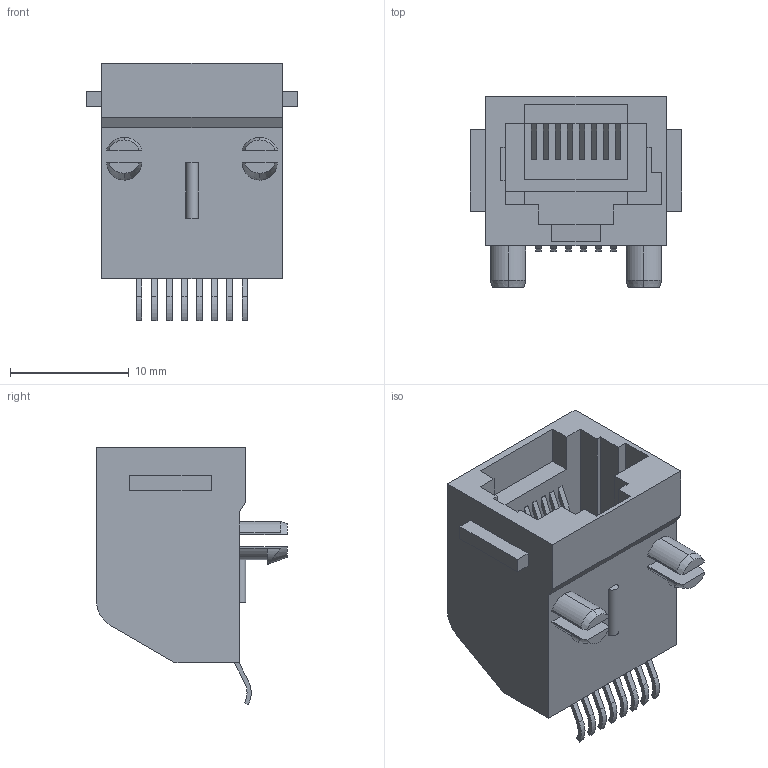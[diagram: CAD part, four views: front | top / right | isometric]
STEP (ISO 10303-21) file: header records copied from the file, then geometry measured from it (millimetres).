
FILE_DESCRIPTION(('STEP AP242'),'1');
FILE_NAME('5555078-1.stp','2023-02-08T21:38:53',('TraceParts'),('TraceParts S.A.'),'Spatial InterOp 3D',' ',' ');
FILE_SCHEMA(('AP242_MANAGED_MODEL_BASED_3D_ENGINEERING_MIM_LF {1 0 10303 442 1 1 4}'));
Length unit declared in the file: millimetre
Products named in the file (1): 5555078-1
Bounding box: 17.78 x 16.08 x 21.72 mm (x, y, z)
Volume: 2027.2 mm3; surface area: 2187 mm2
Topology: 1 solids, 1 shells, 193 faces, 521 edges, 346 vertices
Faces by surface type: plane 147, cylinder 38, cone 8
Entity records: 6142 total; most frequent: CARTESIAN_POINT 1189, ORIENTED_EDGE 1042, DIRECTION 973, EDGE_CURVE 521, LINE 417, VECTOR 417, VERTEX_POINT 346, AXIS2_PLACEMENT_3D 278
